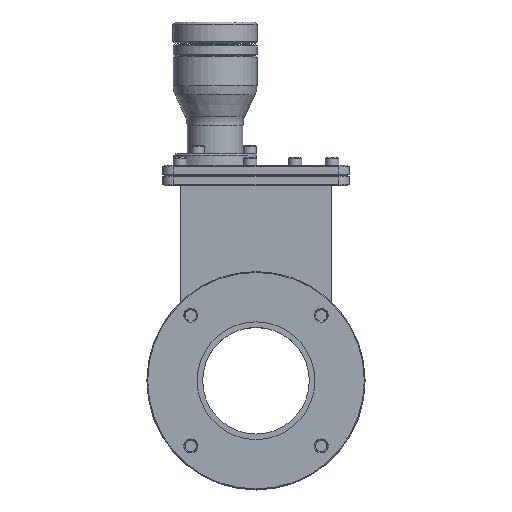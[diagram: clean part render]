
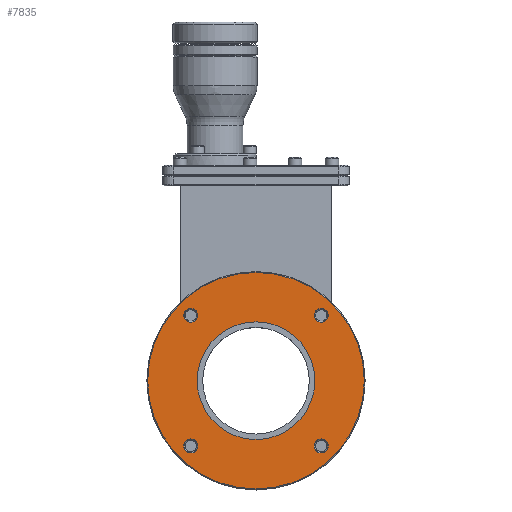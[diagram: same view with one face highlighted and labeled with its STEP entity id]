
A CAD part, top view. The second image highlights one B-rep face of the part: STEP entity #7835.
In plain terms, the highlighted planar face has unit normal (0, 0, 1).
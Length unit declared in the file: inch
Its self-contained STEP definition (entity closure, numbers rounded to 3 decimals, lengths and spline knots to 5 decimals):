
#2614=CARTESIAN_POINT('',(0.,0.,1.0125));
#2615=DIRECTION('',(0.,0.,-1.));
#2616=DIRECTION('',(0.,1.,0.));
#2617=AXIS2_PLACEMENT_3D('',#2614,#2615,#2616);
#2619=CARTESIAN_POINT('',(0.,0.,1.0125));
#2620=DIRECTION('',(0.,0.,-1.));
#2621=DIRECTION('',(0.,-1.,0.));
#2622=AXIS2_PLACEMENT_3D('',#2619,#2620,#2621);
#2624=CARTESIAN_POINT('',(1.53124,1.53124,1.0125));
#2625=DIRECTION('',(0.,0.,1.));
#2626=DIRECTION('',(-1.,0.,0.));
#2627=AXIS2_PLACEMENT_3D('',#2624,#2625,#2626);
#2629=CARTESIAN_POINT('',(1.53124,1.53124,1.0125));
#2630=DIRECTION('',(0.,0.,1.));
#2631=DIRECTION('',(1.,0.,0.));
#2632=AXIS2_PLACEMENT_3D('',#2629,#2630,#2631);
#2634=CARTESIAN_POINT('',(-1.53124,1.53124,1.0125));
#2635=DIRECTION('',(0.,0.,1.));
#2636=DIRECTION('',(-1.,0.,0.));
#2637=AXIS2_PLACEMENT_3D('',#2634,#2635,#2636);
#2639=CARTESIAN_POINT('',(-1.53124,1.53124,1.0125));
#2640=DIRECTION('',(0.,0.,1.));
#2641=DIRECTION('',(1.,0.,0.));
#2642=AXIS2_PLACEMENT_3D('',#2639,#2640,#2641);
#2644=CARTESIAN_POINT('',(-1.53124,-1.53124,1.0125));
#2645=DIRECTION('',(0.,0.,1.));
#2646=DIRECTION('',(-1.,0.,0.));
#2647=AXIS2_PLACEMENT_3D('',#2644,#2645,#2646);
#2649=CARTESIAN_POINT('',(-1.53124,-1.53124,1.0125));
#2650=DIRECTION('',(0.,0.,1.));
#2651=DIRECTION('',(1.,0.,0.));
#2652=AXIS2_PLACEMENT_3D('',#2649,#2650,#2651);
#2654=CARTESIAN_POINT('',(1.53124,-1.53124,1.0125));
#2655=DIRECTION('',(0.,0.,1.));
#2656=DIRECTION('',(-1.,0.,0.));
#2657=AXIS2_PLACEMENT_3D('',#2654,#2655,#2656);
#2659=CARTESIAN_POINT('',(1.53124,-1.53124,1.0125));
#2660=DIRECTION('',(0.,0.,1.));
#2661=DIRECTION('',(1.,0.,0.));
#2662=AXIS2_PLACEMENT_3D('',#2659,#2660,#2661);
#2664=CARTESIAN_POINT('',(0.,0.,1.0125));
#2665=DIRECTION('',(0.,0.,-1.));
#2666=DIRECTION('',(-1.,0.,0.));
#2667=AXIS2_PLACEMENT_3D('',#2664,#2665,#2666);
#2669=CARTESIAN_POINT('',(0.,0.,1.0125));
#2670=DIRECTION('',(0.,0.,-1.));
#2671=DIRECTION('',(1.,0.,0.));
#2672=AXIS2_PLACEMENT_3D('',#2669,#2670,#2671);
#3412=CARTESIAN_POINT('',(0.,2.54,1.0125));
#3413=CARTESIAN_POINT('',(0.,-2.54,1.0125));
#3414=VERTEX_POINT('',#3412);
#3415=VERTEX_POINT('',#3413);
#3454=CARTESIAN_POINT('',(1.36724,1.53124,1.0125));
#3455=CARTESIAN_POINT('',(1.69524,1.53124,1.0125));
#3456=VERTEX_POINT('',#3454);
#3457=VERTEX_POINT('',#3455);
#3466=CARTESIAN_POINT('',(-1.69524,1.53124,1.0125));
#3467=CARTESIAN_POINT('',(-1.36724,1.53124,1.0125));
#3468=VERTEX_POINT('',#3466);
#3469=VERTEX_POINT('',#3467);
#3478=CARTESIAN_POINT('',(-1.69524,-1.53124,1.0125));
#3479=CARTESIAN_POINT('',(-1.36724,-1.53124,1.0125));
#3480=VERTEX_POINT('',#3478);
#3481=VERTEX_POINT('',#3479);
#3490=CARTESIAN_POINT('',(1.36724,-1.53124,1.0125));
#3491=CARTESIAN_POINT('',(1.69524,-1.53124,1.0125));
#3492=VERTEX_POINT('',#3490);
#3493=VERTEX_POINT('',#3491);
#3778=CARTESIAN_POINT('',(-1.38,0.,1.0125));
#3779=CARTESIAN_POINT('',(1.38,0.,1.0125));
#3780=VERTEX_POINT('',#3778);
#3781=VERTEX_POINT('',#3779);
#7795=CARTESIAN_POINT('',(0.,0.,1.0125));
#7796=DIRECTION('',(0.,0.,-1.));
#7797=DIRECTION('',(0.,-1.,0.));
#7798=AXIS2_PLACEMENT_3D('',#7795,#7796,#7797);
#7799=PLANE('',#7798);
#7801=ORIENTED_EDGE('',*,*,#7800,.T.);
#7803=ORIENTED_EDGE('',*,*,#7802,.T.);
#7804=EDGE_LOOP('',(#7801,#7803));
#7805=FACE_OUTER_BOUND('',#7804,.F.);
#7807=ORIENTED_EDGE('',*,*,#7806,.T.);
#7809=ORIENTED_EDGE('',*,*,#7808,.T.);
#7810=EDGE_LOOP('',(#7807,#7809));
#7811=FACE_BOUND('',#7810,.F.);
#7813=ORIENTED_EDGE('',*,*,#7812,.T.);
#7815=ORIENTED_EDGE('',*,*,#7814,.T.);
#7816=EDGE_LOOP('',(#7813,#7815));
#7817=FACE_BOUND('',#7816,.F.);
#7819=ORIENTED_EDGE('',*,*,#7818,.T.);
#7821=ORIENTED_EDGE('',*,*,#7820,.T.);
#7822=EDGE_LOOP('',(#7819,#7821));
#7823=FACE_BOUND('',#7822,.F.);
#7825=ORIENTED_EDGE('',*,*,#7824,.T.);
#7827=ORIENTED_EDGE('',*,*,#7826,.T.);
#7828=EDGE_LOOP('',(#7825,#7827));
#7829=FACE_BOUND('',#7828,.F.);
#7830=ORIENTED_EDGE('',*,*,#7785,.F.);
#7832=ORIENTED_EDGE('',*,*,#7831,.F.);
#7833=EDGE_LOOP('',(#7830,#7832));
#7834=FACE_BOUND('',#7833,.F.);
#7835=ADVANCED_FACE('',(#7805,#7811,#7817,#7823,#7829,#7834),#7799,.F.);
#2618=CIRCLE('',#2617,2.54);
#2623=CIRCLE('',#2622,2.54);
#2628=CIRCLE('',#2627,0.164);
#2633=CIRCLE('',#2632,0.164);
#2638=CIRCLE('',#2637,0.164);
#2643=CIRCLE('',#2642,0.164);
#2648=CIRCLE('',#2647,0.164);
#2653=CIRCLE('',#2652,0.164);
#2658=CIRCLE('',#2657,0.164);
#2663=CIRCLE('',#2662,0.164);
#2668=CIRCLE('',#2667,1.38);
#2673=CIRCLE('',#2672,1.38);
#7785=EDGE_CURVE('',#3780,#3781,#2668,.T.);
#7800=EDGE_CURVE('',#3414,#3415,#2618,.T.);
#7802=EDGE_CURVE('',#3415,#3414,#2623,.T.);
#7806=EDGE_CURVE('',#3456,#3457,#2628,.T.);
#7808=EDGE_CURVE('',#3457,#3456,#2633,.T.);
#7812=EDGE_CURVE('',#3468,#3469,#2638,.T.);
#7814=EDGE_CURVE('',#3469,#3468,#2643,.T.);
#7818=EDGE_CURVE('',#3480,#3481,#2648,.T.);
#7820=EDGE_CURVE('',#3481,#3480,#2653,.T.);
#7824=EDGE_CURVE('',#3492,#3493,#2658,.T.);
#7826=EDGE_CURVE('',#3493,#3492,#2663,.T.);
#7831=EDGE_CURVE('',#3781,#3780,#2673,.T.);
